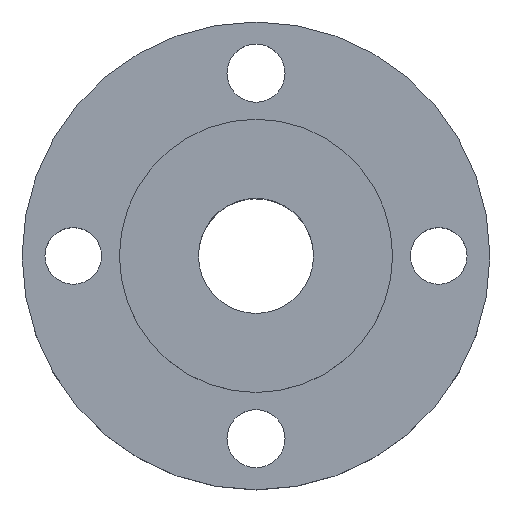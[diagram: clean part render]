
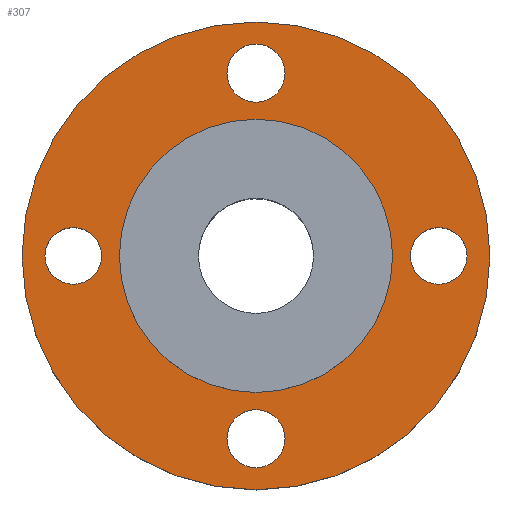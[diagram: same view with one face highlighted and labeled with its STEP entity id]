
A CAD part, top view. The second image highlights one B-rep face of the part: STEP entity #307.
In plain terms, the highlighted planar face has unit normal (0, 0, 1).
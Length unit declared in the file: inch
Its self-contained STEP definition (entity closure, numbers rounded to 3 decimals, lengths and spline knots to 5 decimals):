
#19=PLANE('',#372);
#52=FACE_BOUND('',#114,.T.);
#53=FACE_BOUND('',#115,.T.);
#54=FACE_BOUND('',#116,.T.);
#55=FACE_BOUND('',#117,.T.);
#56=FACE_BOUND('',#118,.T.);
#81=FACE_OUTER_BOUND('',#113,.T.);
#113=EDGE_LOOP('',(#261));
#114=EDGE_LOOP('',(#262));
#115=EDGE_LOOP('',(#263));
#116=EDGE_LOOP('',(#264));
#117=EDGE_LOOP('',(#265));
#118=EDGE_LOOP('',(#266));
#133=CIRCLE('',#334,0.031);
#135=CIRCLE('',#337,0.031);
#139=CIRCLE('',#343,0.03175);
#143=CIRCLE('',#349,0.03175);
#147=CIRCLE('',#355,0.256);
#156=CIRCLE('',#367,0.1495);
#157=VERTEX_POINT('',#480);
#159=VERTEX_POINT('',#485);
#163=VERTEX_POINT('',#495);
#167=VERTEX_POINT('',#505);
#171=VERTEX_POINT('',#515);
#184=VERTEX_POINT('',#544);
#185=EDGE_CURVE('',#157,#157,#133,.T.);
#187=EDGE_CURVE('',#159,#159,#135,.T.);
#191=EDGE_CURVE('',#163,#163,#139,.T.);
#195=EDGE_CURVE('',#167,#167,#143,.T.);
#199=EDGE_CURVE('',#171,#171,#147,.T.);
#212=EDGE_CURVE('',#184,#184,#156,.T.);
#261=ORIENTED_EDGE('',*,*,#199,.F.);
#262=ORIENTED_EDGE('',*,*,#185,.F.);
#263=ORIENTED_EDGE('',*,*,#187,.F.);
#264=ORIENTED_EDGE('',*,*,#191,.F.);
#265=ORIENTED_EDGE('',*,*,#195,.F.);
#266=ORIENTED_EDGE('',*,*,#212,.T.);
#307=ADVANCED_FACE('',(#81,#52,#53,#54,#55,#56),#19,.T.);
#334=AXIS2_PLACEMENT_3D('',#481,#382,#383);
#337=AXIS2_PLACEMENT_3D('',#486,#388,#389);
#343=AXIS2_PLACEMENT_3D('',#496,#400,#401);
#349=AXIS2_PLACEMENT_3D('',#506,#412,#413);
#355=AXIS2_PLACEMENT_3D('',#516,#424,#425);
#367=AXIS2_PLACEMENT_3D('',#545,#452,#453);
#372=AXIS2_PLACEMENT_3D('',#554,#466,#467);
#382=DIRECTION('center_axis',(0.,0.,1.));
#383=DIRECTION('ref_axis',(1.,0.,0.));
#388=DIRECTION('center_axis',(0.,0.,1.));
#389=DIRECTION('ref_axis',(1.,0.,0.));
#400=DIRECTION('center_axis',(0.,0.,1.));
#401=DIRECTION('ref_axis',(1.,0.,0.));
#412=DIRECTION('center_axis',(0.,0.,1.));
#413=DIRECTION('ref_axis',(1.,0.,0.));
#424=DIRECTION('center_axis',(0.,0.,-1.));
#425=DIRECTION('ref_axis',(-1.,0.,0.));
#452=DIRECTION('center_axis',(0.,0.,-1.));
#453=DIRECTION('ref_axis',(-1.,0.,0.));
#466=DIRECTION('center_axis',(0.,0.,1.));
#467=DIRECTION('ref_axis',(1.,0.,0.));
#480=CARTESIAN_POINT('',(0.169,0.,0.287));
#481=CARTESIAN_POINT('Origin',(0.2,0.,0.287));
#485=CARTESIAN_POINT('',(-0.231,0.,0.287));
#486=CARTESIAN_POINT('Origin',(-0.2,0.,
0.287));
#495=CARTESIAN_POINT('',(-0.03175,-0.2,0.287));
#496=CARTESIAN_POINT('Origin',(0.,-0.2,
0.287));
#505=CARTESIAN_POINT('',(-0.03175,0.2,0.287));
#506=CARTESIAN_POINT('Origin',(0.,0.2,
0.287));
#515=CARTESIAN_POINT('',(-0.256,0.,0.287));
#516=CARTESIAN_POINT('Origin',(0.,0.,0.287));
#544=CARTESIAN_POINT('',(-0.1495,0.,0.287));
#545=CARTESIAN_POINT('Origin',(0.,0.,0.287));
#554=CARTESIAN_POINT('Origin',(0.,0.256,
0.287));
